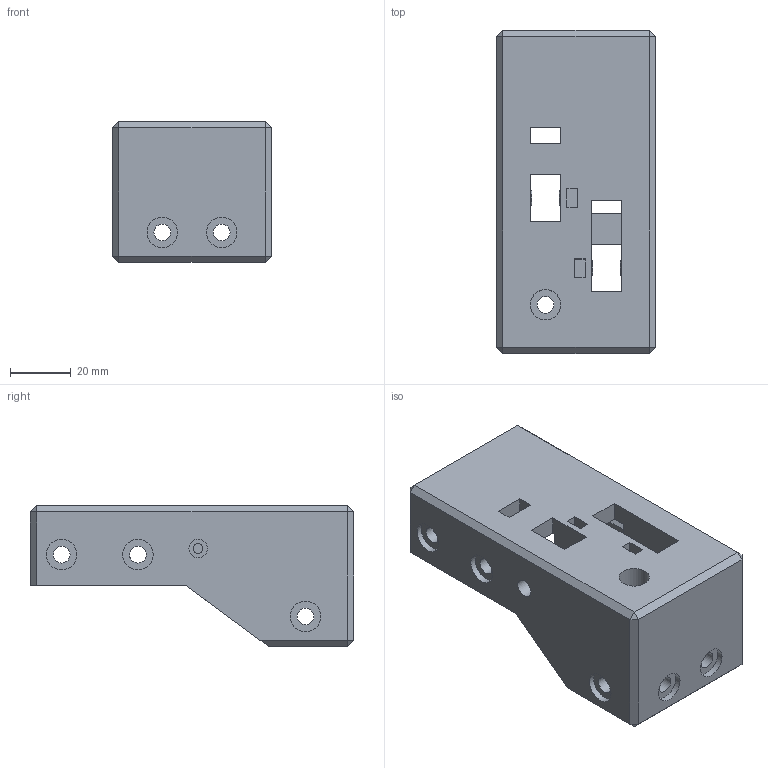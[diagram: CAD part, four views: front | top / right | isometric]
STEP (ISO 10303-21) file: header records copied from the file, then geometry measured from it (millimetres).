
FILE_DESCRIPTION(/* description */ (''),/* implementation_level */ '2;1');
FILE_NAME(/* name */ '1-Rear_Idler_left_Squire v1.step',/* time_stamp */ '2019-09-14T12:47:15-04:00',/* author */ (''),/* organization */ (''),/* preprocessor_version */ 'ST-DEVELOPER v18',/* originating_system */ 'Autodesk Translation Framework v8.6.0.1094',/* authorisation */ '');
FILE_SCHEMA (('AUTOMOTIVE_DESIGN { 1 0 10303 214 3 1 1 }'));
Length unit declared in the file: millimetre
Products named in the file (1): 1-Rear_Idler_left_Squire
Bounding box: 52 x 106 x 46 mm (x, y, z)
Volume: 101744.7 mm3; surface area: 30621.4 mm2
Topology: 1 solids, 1 shells, 129 faces, 360 edges, 248 vertices
Faces by surface type: plane 99, cylinder 26, cone 4
Full cylindrical faces by diameter (mm): 3.2 x6, 5.5 x9, 6 x2, 10 x9
Entity records: 4300 total; most frequent: CARTESIAN_POINT 738, DIRECTION 722, ORIENTED_EDGE 720, EDGE_CURVE 360, LINE 258, VECTOR 258, VERTEX_POINT 248, AXIS2_PLACEMENT_3D 232
